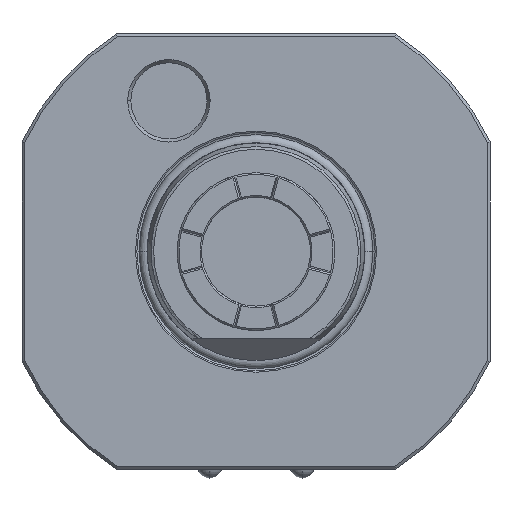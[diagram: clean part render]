
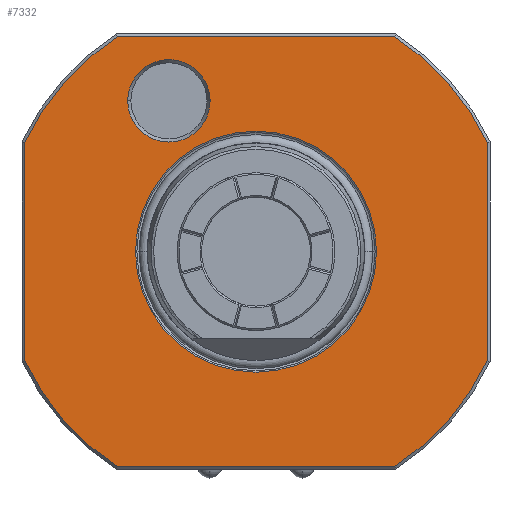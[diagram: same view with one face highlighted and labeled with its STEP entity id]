
A CAD part, left-side view. The second image highlights one B-rep face of the part: STEP entity #7332.
In plain terms, the highlighted planar face has unit normal (-1, 0, 0).
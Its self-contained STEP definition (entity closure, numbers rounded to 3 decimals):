
#230=CARTESIAN_POINT('',(-76.,0.,0.));
#231=DIRECTION('',(1.,0.,0.));
#232=DIRECTION('',(0.,-0.904,-0.427));
#233=AXIS2_PLACEMENT_3D('',#230,#231,#232);
#235=DIRECTION('',(0.,-1.,0.));
#236=VECTOR('',#235,50.942);
#237=CARTESIAN_POINT('',(-76.,25.471,-39.5));
#238=LINE('',#237,#236);
#239=CARTESIAN_POINT('',(-76.,0.,0.));
#240=DIRECTION('',(1.,0.,0.));
#241=DIRECTION('',(0.,0.542,-0.84));
#242=AXIS2_PLACEMENT_3D('',#239,#240,#241);
#244=DIRECTION('',(0.,0.,-1.));
#245=VECTOR('',#244,40.138);
#246=CARTESIAN_POINT('',(-76.,42.5,20.069));
#247=LINE('',#246,#245);
#248=CARTESIAN_POINT('',(-76.,0.,0.));
#249=DIRECTION('',(1.,0.,0.));
#250=DIRECTION('',(0.,0.904,0.427));
#251=AXIS2_PLACEMENT_3D('',#248,#249,#250);
#253=DIRECTION('',(0.,1.,0.));
#254=VECTOR('',#253,50.942);
#255=CARTESIAN_POINT('',(-76.,-25.471,39.5));
#256=LINE('',#255,#254);
#257=CARTESIAN_POINT('',(-76.,0.,0.));
#258=DIRECTION('',(1.,0.,0.));
#259=DIRECTION('',(0.,-0.542,0.84));
#260=AXIS2_PLACEMENT_3D('',#257,#258,#259);
#262=DIRECTION('',(0.,0.,1.));
#263=VECTOR('',#262,40.138);
#264=CARTESIAN_POINT('',(-76.,-42.5,
-20.069));
#265=LINE('',#264,#263);
#266=CARTESIAN_POINT('',(-76.,0.,0.));
#267=DIRECTION('',(1.,0.,0.));
#268=DIRECTION('',(0.,-1.,0.));
#269=AXIS2_PLACEMENT_3D('',#266,#267,#268);
#271=CARTESIAN_POINT('',(-76.,0.,0.));
#272=DIRECTION('',(1.,0.,0.));
#273=DIRECTION('',(0.,1.,0.));
#274=AXIS2_PLACEMENT_3D('',#271,#272,#273);
#276=CARTESIAN_POINT('',(-76.,16.,27.713));
#277=DIRECTION('',(1.,0.,0.));
#278=DIRECTION('',(0.,-1.,0.));
#279=AXIS2_PLACEMENT_3D('',#276,#277,#278);
#281=CARTESIAN_POINT('',(-76.,16.,27.713));
#282=DIRECTION('',(1.,0.,0.));
#283=DIRECTION('',(0.,1.,0.));
#284=AXIS2_PLACEMENT_3D('',#281,#282,#283);
#6459=CARTESIAN_POINT('',(-76.,-22.15,0.));
#6460=CARTESIAN_POINT('',(-76.,22.15,0.));
#6461=VERTEX_POINT('',#6459);
#6462=VERTEX_POINT('',#6460);
#6463=CARTESIAN_POINT('',(-76.,8.423,27.713));
#6464=CARTESIAN_POINT('',(-76.,23.577,27.713));
#6465=VERTEX_POINT('',#6463);
#6466=VERTEX_POINT('',#6464);
#6467=CARTESIAN_POINT('',(-76.,-42.5,-20.07));
#6468=CARTESIAN_POINT('',(-76.,-25.471,-39.5));
#6469=VERTEX_POINT('',#6467);
#6470=VERTEX_POINT('',#6468);
#6475=CARTESIAN_POINT('',(-76.,-25.471,39.5));
#6476=CARTESIAN_POINT('',(-76.,-42.5,20.07));
#6477=VERTEX_POINT('',#6475);
#6478=VERTEX_POINT('',#6476);
#6499=CARTESIAN_POINT('',(-76.,42.5,20.07));
#6500=CARTESIAN_POINT('',(-76.,25.471,39.5));
#6501=VERTEX_POINT('',#6499);
#6502=VERTEX_POINT('',#6500);
#6507=CARTESIAN_POINT('',(-76.,25.471,-39.5));
#6508=CARTESIAN_POINT('',(-76.,42.5,-20.07));
#6509=VERTEX_POINT('',#6507);
#6510=VERTEX_POINT('',#6508);
#7298=CARTESIAN_POINT('',(-76.,0.,0.));
#7299=DIRECTION('',(-1.,0.,0.));
#7300=DIRECTION('',(0.,1.,0.));
#7301=AXIS2_PLACEMENT_3D('',#7298,#7299,#7300);
#7302=PLANE('',#7301);
#7304=ORIENTED_EDGE('',*,*,#7303,.T.);
#7306=ORIENTED_EDGE('',*,*,#7305,.F.);
#7308=ORIENTED_EDGE('',*,*,#7307,.T.);
#7310=ORIENTED_EDGE('',*,*,#7309,.F.);
#7312=ORIENTED_EDGE('',*,*,#7311,.T.);
#7314=ORIENTED_EDGE('',*,*,#7313,.F.);
#7315=ORIENTED_EDGE('',*,*,#7288,.T.);
#7317=ORIENTED_EDGE('',*,*,#7316,.F.);
#7318=EDGE_LOOP('',(#7304,#7306,#7308,#7310,#7312,#7314,#7315,#7317));
#7319=FACE_OUTER_BOUND('',#7318,.F.);
#7321=ORIENTED_EDGE('',*,*,#7320,.F.);
#7323=ORIENTED_EDGE('',*,*,#7322,.F.);
#7324=EDGE_LOOP('',(#7321,#7323));
#7325=FACE_BOUND('',#7324,.F.);
#7327=ORIENTED_EDGE('',*,*,#7326,.F.);
#7329=ORIENTED_EDGE('',*,*,#7328,.F.);
#7330=EDGE_LOOP('',(#7327,#7329));
#7331=FACE_BOUND('',#7330,.F.);
#234=CIRCLE('',#233,47.001);
#243=CIRCLE('',#242,47.001);
#252=CIRCLE('',#251,47.001);
#261=CIRCLE('',#260,47.001);
#270=CIRCLE('',#269,22.15);
#275=CIRCLE('',#274,22.15);
#280=CIRCLE('',#279,7.577);
#285=CIRCLE('',#284,7.577);
#7288=EDGE_CURVE('',#6477,#6478,#261,.T.);
#7303=EDGE_CURVE('',#6469,#6470,#234,.T.);
#7305=EDGE_CURVE('',#6509,#6470,#238,.T.);
#7307=EDGE_CURVE('',#6509,#6510,#243,.T.);
#7309=EDGE_CURVE('',#6501,#6510,#247,.T.);
#7311=EDGE_CURVE('',#6501,#6502,#252,.T.);
#7313=EDGE_CURVE('',#6477,#6502,#256,.T.);
#7316=EDGE_CURVE('',#6469,#6478,#265,.T.);
#7320=EDGE_CURVE('',#6461,#6462,#270,.T.);
#7322=EDGE_CURVE('',#6462,#6461,#275,.T.);
#7326=EDGE_CURVE('',#6465,#6466,#280,.T.);
#7328=EDGE_CURVE('',#6466,#6465,#285,.T.);
#7332=ADVANCED_FACE('',(#7319,#7325,#7331),#7302,.T.);
